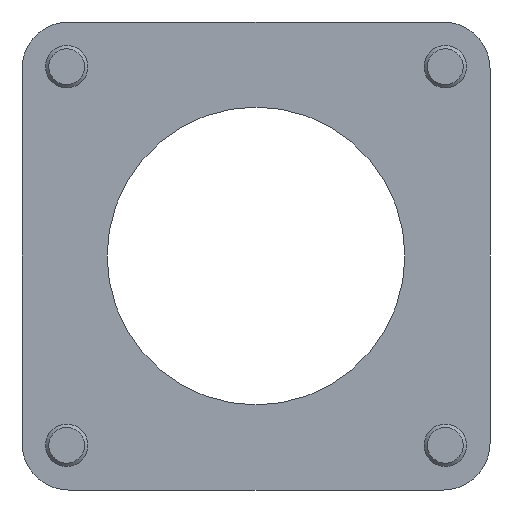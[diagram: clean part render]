
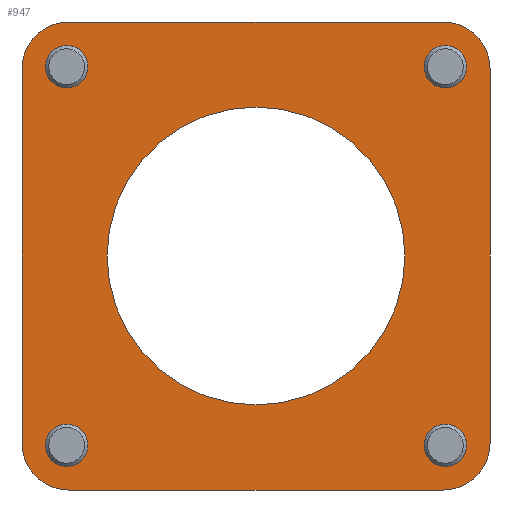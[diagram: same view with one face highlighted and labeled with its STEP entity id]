
A CAD part, front view. The second image highlights one B-rep face of the part: STEP entity #947.
In plain terms, the highlighted planar face has unit normal (0, -1, 0).
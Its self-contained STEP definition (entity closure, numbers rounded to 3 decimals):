
#21=FACE_BOUND('',#298,.T.);
#22=FACE_BOUND('',#299,.T.);
#23=FACE_BOUND('',#300,.T.);
#24=FACE_BOUND('',#301,.T.);
#25=FACE_BOUND('',#302,.T.);
#44=PLANE('',#1093);
#76=LINE('',#1602,#133);
#79=LINE('',#1610,#136);
#97=LINE('',#1698,#154);
#100=LINE('',#1704,#157);
#133=VECTOR('',#1273,10.);
#136=VECTOR('',#1282,10.);
#154=VECTOR('',#1388,10.);
#157=VECTOR('',#1393,10.);
#235=FACE_OUTER_BOUND('',#297,.T.);
#297=EDGE_LOOP('',(#863,#864,#865,#866,#867,#868,#869,#870));
#298=EDGE_LOOP('',(#871));
#299=EDGE_LOOP('',(#872));
#300=EDGE_LOOP('',(#873));
#301=EDGE_LOOP('',(#874));
#302=EDGE_LOOP('',(#875));
#348=CIRCLE('',#1039,11.);
#349=CIRCLE('',#1042,11.);
#352=CIRCLE('',#1048,5.);
#355=CIRCLE('',#1054,5.);
#358=CIRCLE('',#1060,5.);
#361=CIRCLE('',#1066,5.);
#362=CIRCLE('',#1070,35.);
#371=CIRCLE('',#1090,11.);
#372=CIRCLE('',#1092,11.);
#438=VERTEX_POINT('',#1594);
#439=VERTEX_POINT('',#1596);
#440=VERTEX_POINT('',#1600);
#441=VERTEX_POINT('',#1604);
#442=VERTEX_POINT('',#1608);
#445=VERTEX_POINT('',#1618);
#448=VERTEX_POINT('',#1629);
#451=VERTEX_POINT('',#1640);
#454=VERTEX_POINT('',#1651);
#455=VERTEX_POINT('',#1657);
#468=VERTEX_POINT('',#1697);
#469=VERTEX_POINT('',#1701);
#470=VERTEX_POINT('',#1703);
#553=EDGE_CURVE('',#439,#438,#348,.T.);
#556=EDGE_CURVE('',#438,#440,#76,.T.);
#558=EDGE_CURVE('',#440,#441,#349,.T.);
#560=EDGE_CURVE('',#441,#442,#79,.T.);
#565=EDGE_CURVE('',#445,#445,#352,.T.);
#570=EDGE_CURVE('',#448,#448,#355,.T.);
#575=EDGE_CURVE('',#451,#451,#358,.T.);
#580=EDGE_CURVE('',#454,#454,#361,.T.);
#582=EDGE_CURVE('',#455,#455,#362,.T.);
#599=EDGE_CURVE('',#468,#439,#97,.T.);
#602=EDGE_CURVE('',#470,#469,#100,.T.);
#604=EDGE_CURVE('',#442,#470,#371,.T.);
#605=EDGE_CURVE('',#469,#468,#372,.T.);
#863=ORIENTED_EDGE('',*,*,#605,.T.);
#864=ORIENTED_EDGE('',*,*,#599,.T.);
#865=ORIENTED_EDGE('',*,*,#553,.T.);
#866=ORIENTED_EDGE('',*,*,#556,.T.);
#867=ORIENTED_EDGE('',*,*,#558,.T.);
#868=ORIENTED_EDGE('',*,*,#560,.T.);
#869=ORIENTED_EDGE('',*,*,#604,.T.);
#870=ORIENTED_EDGE('',*,*,#602,.T.);
#871=ORIENTED_EDGE('',*,*,#582,.T.);
#872=ORIENTED_EDGE('',*,*,#565,.T.);
#873=ORIENTED_EDGE('',*,*,#580,.T.);
#874=ORIENTED_EDGE('',*,*,#575,.T.);
#875=ORIENTED_EDGE('',*,*,#570,.T.);
#947=ADVANCED_FACE('',(#235,#21,#22,#23,#24,#25),#44,.T.);
#1039=AXIS2_PLACEMENT_3D('',#1597,#1267,#1268);
#1042=AXIS2_PLACEMENT_3D('',#1606,#1277,#1278);
#1048=AXIS2_PLACEMENT_3D('',#1620,#1293,#1294);
#1054=AXIS2_PLACEMENT_3D('',#1631,#1307,#1308);
#1060=AXIS2_PLACEMENT_3D('',#1642,#1321,#1322);
#1066=AXIS2_PLACEMENT_3D('',#1653,#1335,#1336);
#1070=AXIS2_PLACEMENT_3D('',#1659,#1344,#1345);
#1090=AXIS2_PLACEMENT_3D('',#1707,#1397,#1398);
#1092=AXIS2_PLACEMENT_3D('',#1709,#1401,#1402);
#1093=AXIS2_PLACEMENT_3D('',#1710,#1403,#1404);
#1267=DIRECTION('center_axis',(0.,-1.,0.));
#1268=DIRECTION('ref_axis',(-1.,0.,0.));
#1273=DIRECTION('',(0.,0.,1.));
#1277=DIRECTION('center_axis',(0.,-1.,0.));
#1278=DIRECTION('ref_axis',(0.,0.,-1.));
#1282=DIRECTION('',(-1.,0.,0.));
#1293=DIRECTION('center_axis',(0.,1.,0.));
#1294=DIRECTION('ref_axis',(-1.,0.,0.));
#1307=DIRECTION('center_axis',(0.,1.,0.));
#1308=DIRECTION('ref_axis',(-1.,0.,0.));
#1321=DIRECTION('center_axis',(0.,1.,0.));
#1322=DIRECTION('ref_axis',(-1.,0.,0.));
#1335=DIRECTION('center_axis',(0.,1.,0.));
#1336=DIRECTION('ref_axis',(-1.,0.,0.));
#1344=DIRECTION('center_axis',(0.,1.,0.));
#1345=DIRECTION('ref_axis',(-1.,0.,0.));
#1388=DIRECTION('',(1.,0.,0.));
#1393=DIRECTION('',(0.,0.,-1.));
#1397=DIRECTION('center_axis',(0.,-1.,0.));
#1398=DIRECTION('ref_axis',(1.,0.,0.));
#1401=DIRECTION('center_axis',(0.,-1.,0.));
#1402=DIRECTION('ref_axis',(0.,0.,1.));
#1403=DIRECTION('center_axis',(0.,-1.,0.));
#1404=DIRECTION('ref_axis',(0.,0.,-1.));
#1594=CARTESIAN_POINT('',(55.,0.,-44.));
#1596=CARTESIAN_POINT('',(44.,0.,-55.));
#1597=CARTESIAN_POINT('Origin',(44.,0.,-44.));
#1600=CARTESIAN_POINT('',(55.,0.,44.));
#1602=CARTESIAN_POINT('',(55.,0.,-44.));
#1604=CARTESIAN_POINT('',(44.,0.,55.));
#1606=CARTESIAN_POINT('Origin',(44.,0.,44.));
#1608=CARTESIAN_POINT('',(-44.,0.,55.));
#1610=CARTESIAN_POINT('',(44.,0.,55.));
#1618=CARTESIAN_POINT('',(-39.5,0.,-44.5));
#1620=CARTESIAN_POINT('Origin',(-44.5,0.,-44.5));
#1629=CARTESIAN_POINT('',(49.5,0.,-44.5));
#1631=CARTESIAN_POINT('Origin',(44.5,0.,-44.5));
#1640=CARTESIAN_POINT('',(49.5,0.,44.5));
#1642=CARTESIAN_POINT('Origin',(44.5,0.,44.5));
#1651=CARTESIAN_POINT('',(-39.5,0.,44.5));
#1653=CARTESIAN_POINT('Origin',(-44.5,0.,44.5));
#1657=CARTESIAN_POINT('',(35.,0.,0.));
#1659=CARTESIAN_POINT('Origin',(0.,0.,0.));
#1697=CARTESIAN_POINT('',(-44.,0.,-55.));
#1698=CARTESIAN_POINT('',(-44.,0.,-55.));
#1701=CARTESIAN_POINT('',(-55.,0.,-44.));
#1703=CARTESIAN_POINT('',(-55.,0.,44.));
#1704=CARTESIAN_POINT('',(-55.,0.,44.));
#1707=CARTESIAN_POINT('Origin',(-44.,0.,44.));
#1709=CARTESIAN_POINT('Origin',(-44.,0.,-44.));
#1710=CARTESIAN_POINT('Origin',(0.,0.,0.));
